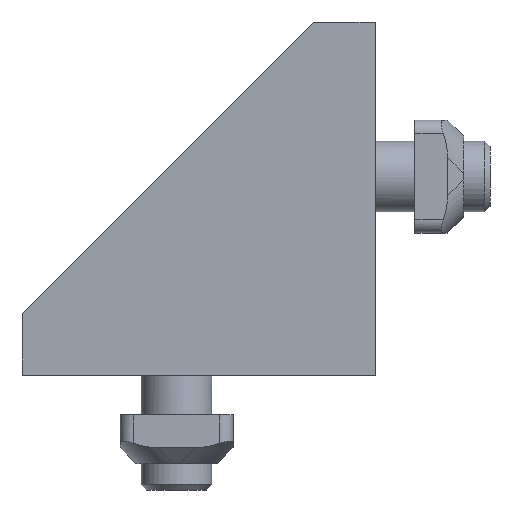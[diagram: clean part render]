
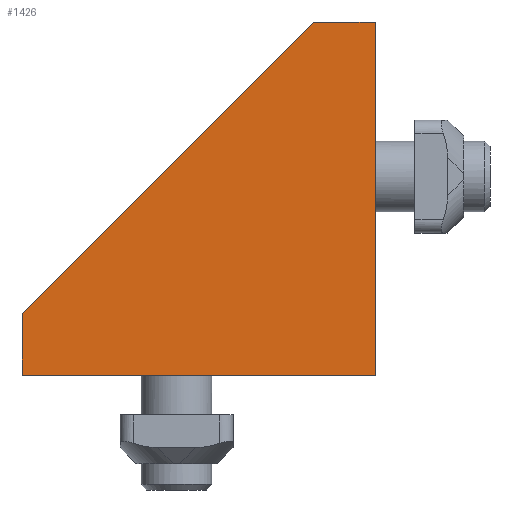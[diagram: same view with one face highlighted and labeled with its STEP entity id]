
A CAD part, left-side view. The second image highlights one B-rep face of the part: STEP entity #1426.
In plain terms, the highlighted face is planar.
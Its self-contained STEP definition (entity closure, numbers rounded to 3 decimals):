
#1426=ADVANCED_FACE('',(#1521),#1522,.T.);
#1521=FACE_OUTER_BOUND('',#1646,.T.);
#1522=PLANE('',#1647);
#1646=EDGE_LOOP('',(#1828,#1829,#1830,#1831,#1832));
#1647=AXIS2_PLACEMENT_3D('',#1833,#1834,#1835);
#1828=ORIENTED_EDGE('',*,*,#2206,.F.);
#1829=ORIENTED_EDGE('',*,*,#2207,.T.);
#1830=ORIENTED_EDGE('',*,*,#2179,.F.);
#1831=ORIENTED_EDGE('',*,*,#2189,.F.);
#1832=ORIENTED_EDGE('',*,*,#2208,.T.);
#1833=CARTESIAN_POINT('',(0.0,0.0,-12.5));
#1834=DIRECTION('',(0.0,0.0,-1.0));
#1835=DIRECTION('',(-1.0,0.0,0.0));
#2179=EDGE_CURVE('',#2319,#2320,#2321,.T.);
#2189=EDGE_CURVE('',#2336,#2319,#2339,.T.);
#2206=EDGE_CURVE('',#2366,#2367,#2368,.T.);
#2207=EDGE_CURVE('',#2366,#2320,#2369,.T.);
#2208=EDGE_CURVE('',#2336,#2367,#2370,.T.);
#2319=VERTEX_POINT('',#2540);
#2320=VERTEX_POINT('',#2541);
#2321=LINE('',#2542,#2543);
#2336=VERTEX_POINT('',#2566);
#2339=LINE('',#2570,#2571);
#2366=VERTEX_POINT('',#2612);
#2367=VERTEX_POINT('',#2613);
#2368=LINE('',#2614,#2615);
#2369=LINE('',#2616,#2617);
#2370=LINE('',#2618,#2619);
#2540=CARTESIAN_POINT('',(0.,0.0,-12.5));
#2541=CARTESIAN_POINT('',(40.0,0.,-12.5));
#2542=CARTESIAN_POINT('',(23.5,0.0,-12.5));
#2543=VECTOR('',#2967,1.0);
#2566=CARTESIAN_POINT('',(0.,40.0,-12.5));
#2570=CARTESIAN_POINT('',(0.0,23.5,-12.5));
#2571=VECTOR('',#2977,1.0);
#2612=CARTESIAN_POINT('',(40.0,7.0,-12.5));
#2613=CARTESIAN_POINT('',(7.0,40.0,-12.5));
#2614=CARTESIAN_POINT('',(3.5,43.5,-12.5));
#2615=VECTOR('',#2998,1.0);
#2616=CARTESIAN_POINT('',(40.0,0.,-12.5));
#2617=VECTOR('',#2999,1.0);
#2618=CARTESIAN_POINT('',(0.,40.0,-12.5));
#2619=VECTOR('',#3000,1.0);
#2967=DIRECTION('',(1.0,0.,0.0));
#2977=DIRECTION('',(0.,-1.0,0.0));
#2998=DIRECTION('',(-0.707,0.707,0.0));
#2999=DIRECTION('',(0.,-1.0,0.0));
#3000=DIRECTION('',(1.0,0.,0.0));
